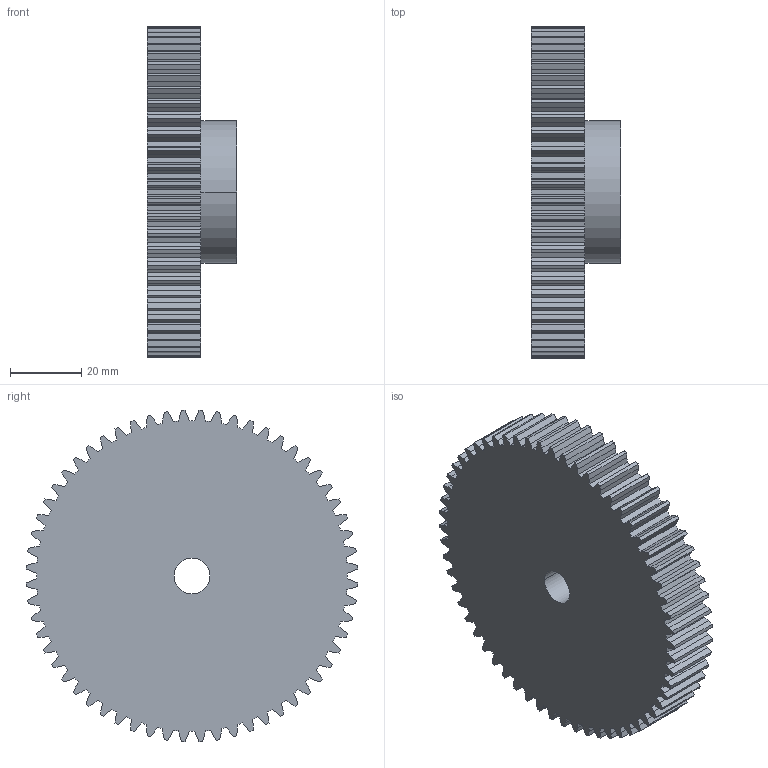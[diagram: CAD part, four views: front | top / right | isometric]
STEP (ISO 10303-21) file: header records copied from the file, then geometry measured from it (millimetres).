
FILE_DESCRIPTION( ( '' ), '1' );
FILE_NAME( 'artikel_nr___29506000.stp', '2007-11-07T02:05:22', ( '' ), ( '' ), ' ', ' ', ' ' );
FILE_SCHEMA( ( 'automotive_design' ) );
Length unit declared in the file: millimetre
Products named in the file (1): 1
Bounding box: 25 x 92.92 x 92.92 mm (x, y, z)
Volume: 105346.2 mm3; surface area: 22529.3 mm2
Topology: 1 solids, 1 shells, 367 faces, 1092 edges, 728 vertices
Faces by surface type: plane 243, cylinder 124
Entity records: 24358 total; most frequent: STYLED_ITEM 2188, PRESENTATION_STYLE_ASSIGNMENT 2188, CARTESIAN_POINT 2188, COLOUR_RGB 2188, ORIENTED_EDGE 2184, DIRECTION 2076, EDGE_CURVE 1092, CURVE_STYLE 1092
